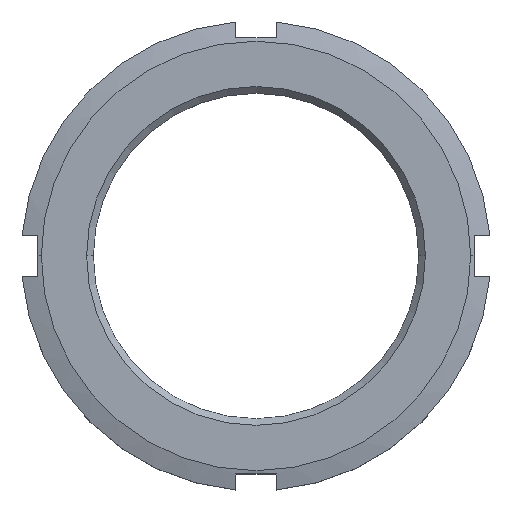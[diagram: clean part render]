
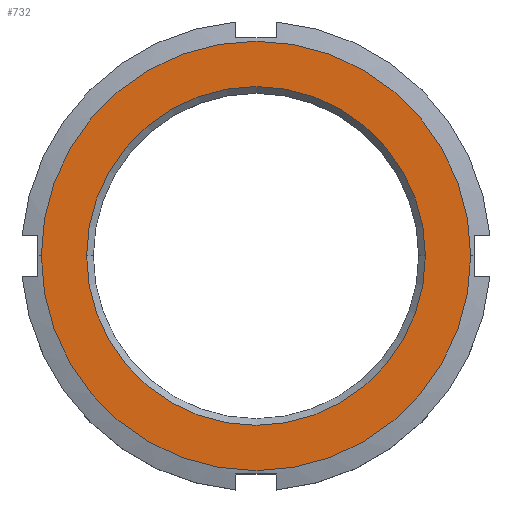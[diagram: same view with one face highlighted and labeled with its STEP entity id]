
A CAD part, top view. The second image highlights one B-rep face of the part: STEP entity #732.
In plain terms, the highlighted planar face has unit normal (0, 0, 1).
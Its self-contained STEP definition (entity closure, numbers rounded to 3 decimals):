
#16 = EDGE_CURVE ( 'NONE', #626, #377, #537, .T. ) ;
#21 = CIRCLE ( 'NONE', #488, 25.25 ) ;
#31 = DIRECTION ( 'NONE',  ( 1., 0., 0. ) ) ;
#45 = CARTESIAN_POINT ( 'NONE',  ( 0., 0., 11. ) ) ;
#70 = VERTEX_POINT ( 'NONE', #279 ) ;
#76 = DIRECTION ( 'NONE',  ( 1., 0., 0. ) ) ;
#87 = CARTESIAN_POINT ( 'NONE',  ( 0., 0., 11. ) ) ;
#134 = EDGE_LOOP ( 'NONE', ( #644, #178 ) ) ;
#143 = ORIENTED_EDGE ( 'NONE', *, *, #16, .T. ) ;
#146 = CARTESIAN_POINT ( 'NONE',  ( 32., 0., 11. ) ) ;
#158 = DIRECTION ( 'NONE',  ( 0., 0., 1. ) ) ;
#178 = ORIENTED_EDGE ( 'NONE', *, *, #712, .T. ) ;
#183 = CARTESIAN_POINT ( 'NONE',  ( -32., 0., 11. ) ) ;
#243 = CARTESIAN_POINT ( 'NONE',  ( 0., 0., 11. ) ) ;
#279 = CARTESIAN_POINT ( 'NONE',  ( 25.25, 0., 11. ) ) ;
#288 = CIRCLE ( 'NONE', #473, 32. ) ;
#301 = FACE_BOUND ( 'NONE', #134, .T. ) ;
#367 = AXIS2_PLACEMENT_3D ( 'NONE', #932, #406, #645 ) ;
#377 = VERTEX_POINT ( 'NONE', #183 ) ;
#385 = CARTESIAN_POINT ( 'NONE',  ( -25.25, 0., 11. ) ) ;
#406 = DIRECTION ( 'NONE',  ( 0., 0., -1. ) ) ;
#408 = AXIS2_PLACEMENT_3D ( 'NONE', #591, #658, #31 ) ;
#417 = CIRCLE ( 'NONE', #367, 25.25 ) ;
#440 = VERTEX_POINT ( 'NONE', #385 ) ;
#473 = AXIS2_PLACEMENT_3D ( 'NONE', #45, #917, #620 ) ;
#481 = EDGE_CURVE ( 'NONE', #377, #626, #288, .T. ) ;
#482 = PLANE ( 'NONE',  #615 ) ;
#488 = AXIS2_PLACEMENT_3D ( 'NONE', #243, #788, #76 ) ;
#537 = CIRCLE ( 'NONE', #408, 32. ) ;
#591 = CARTESIAN_POINT ( 'NONE',  ( 0., 0., 11. ) ) ;
#615 = AXIS2_PLACEMENT_3D ( 'NONE', #87, #158, #863 ) ;
#620 = DIRECTION ( 'NONE',  ( 1., 0., 0. ) ) ;
#626 = VERTEX_POINT ( 'NONE', #146 ) ;
#644 = ORIENTED_EDGE ( 'NONE', *, *, #758, .T. ) ;
#645 = DIRECTION ( 'NONE',  ( 1., 0., 0. ) ) ;
#658 = DIRECTION ( 'NONE',  ( 0., 0., 1. ) ) ;
#712 = EDGE_CURVE ( 'NONE', #440, #70, #417, .T. ) ;
#732 = ADVANCED_FACE ( 'NONE', ( #301, #822 ), #482, .T. ) ;
#758 = EDGE_CURVE ( 'NONE', #70, #440, #21, .T. ) ;
#788 = DIRECTION ( 'NONE',  ( 0., 0., -1. ) ) ;
#822 = FACE_OUTER_BOUND ( 'NONE', #878, .T. ) ;
#863 = DIRECTION ( 'NONE',  ( 1., 0., 0. ) ) ;
#878 = EDGE_LOOP ( 'NONE', ( #925, #143 ) ) ;
#917 = DIRECTION ( 'NONE',  ( 0., 0., 1. ) ) ;
#925 = ORIENTED_EDGE ( 'NONE', *, *, #481, .T. ) ;
#932 = CARTESIAN_POINT ( 'NONE',  ( 0., 0., 11. ) ) ;
